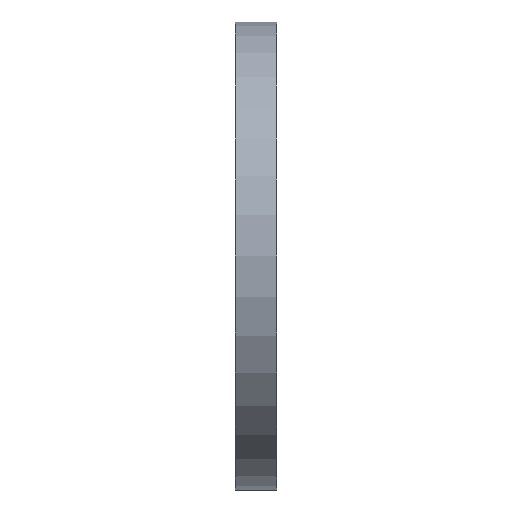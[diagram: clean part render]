
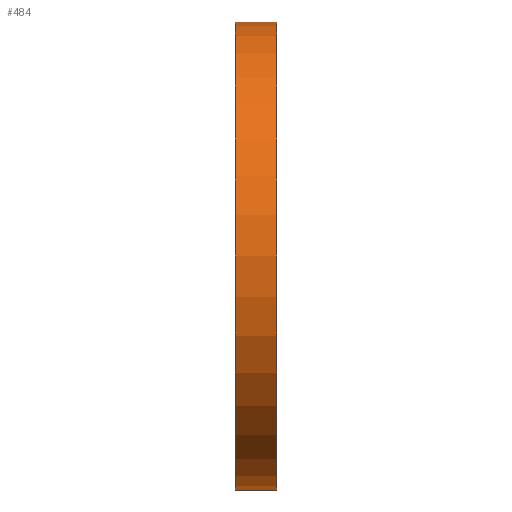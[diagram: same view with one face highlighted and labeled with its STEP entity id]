
A CAD part, left-side view. The second image highlights one B-rep face of the part: STEP entity #484.
In plain terms, the highlighted cylindrical face has radius 125 mm (diameter 250 mm), a partial arc.
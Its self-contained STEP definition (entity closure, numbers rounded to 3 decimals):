
#9 = VERTEX_POINT ( 'NONE', #303 ) ;
#57 = DIRECTION ( 'NONE',  ( 0., 1., 0. ) ) ;
#59 = VERTEX_POINT ( 'NONE', #368 ) ;
#98 = VERTEX_POINT ( 'NONE', #825 ) ;
#147 = ORIENTED_EDGE ( 'NONE', *, *, #715, .F. ) ;
#187 = CIRCLE ( 'NONE', #653, 125. ) ;
#191 = ORIENTED_EDGE ( 'NONE', *, *, #726, .T. ) ;
#205 = CARTESIAN_POINT ( 'NONE',  ( 0., 34.695, 125. ) ) ;
#218 = EDGE_CURVE ( 'NONE', #59, #9, #281, .T. ) ;
#222 = DIRECTION ( 'NONE',  ( 0., 1., 0. ) ) ;
#236 = CARTESIAN_POINT ( 'NONE',  ( 0., 34.695, -125. ) ) ;
#258 = CIRCLE ( 'NONE', #621, 125. ) ;
#281 = LINE ( 'NONE', #236, #565 ) ;
#292 = FACE_OUTER_BOUND ( 'NONE', #658, .T. ) ;
#303 = CARTESIAN_POINT ( 'NONE',  ( 0., 22., -125. ) ) ;
#313 = CARTESIAN_POINT ( 'NONE',  ( 0., 22., 0. ) ) ;
#330 = EDGE_CURVE ( 'NONE', #59, #470, #258, .T. ) ;
#368 = CARTESIAN_POINT ( 'NONE',  ( 0., 0., -125. ) ) ;
#413 = ORIENTED_EDGE ( 'NONE', *, *, #218, .F. ) ;
#429 = ORIENTED_EDGE ( 'NONE', *, *, #330, .T. ) ;
#470 = VERTEX_POINT ( 'NONE', #679 ) ;
#484 = ADVANCED_FACE ( 'NONE', ( #292 ), #553, .T. ) ;
#488 = CARTESIAN_POINT ( 'NONE',  ( 0., 34.695, 0. ) ) ;
#549 = DIRECTION ( 'NONE',  ( 0., 0., 1. ) ) ;
#553 = CYLINDRICAL_SURFACE ( 'NONE', #824, 125. ) ;
#565 = VECTOR ( 'NONE', #222, 1000. ) ;
#578 = DIRECTION ( 'NONE',  ( 0., 1., 0. ) ) ;
#621 = AXIS2_PLACEMENT_3D ( 'NONE', #794, #728, #788 ) ;
#653 = AXIS2_PLACEMENT_3D ( 'NONE', #313, #578, #841 ) ;
#654 = DIRECTION ( 'NONE',  ( 0., 1., 0. ) ) ;
#658 = EDGE_LOOP ( 'NONE', ( #413, #429, #191, #147 ) ) ;
#679 = CARTESIAN_POINT ( 'NONE',  ( 0., 0., 125. ) ) ;
#715 = EDGE_CURVE ( 'NONE', #9, #98, #187, .T. ) ;
#718 = LINE ( 'NONE', #205, #768 ) ;
#726 = EDGE_CURVE ( 'NONE', #470, #98, #718, .T. ) ;
#728 = DIRECTION ( 'NONE',  ( 0., 1., 0. ) ) ;
#768 = VECTOR ( 'NONE', #654, 1000. ) ;
#788 = DIRECTION ( 'NONE',  ( 0., 0., 1. ) ) ;
#794 = CARTESIAN_POINT ( 'NONE',  ( 0., 0., 0. ) ) ;
#824 = AXIS2_PLACEMENT_3D ( 'NONE', #488, #57, #549 ) ;
#825 = CARTESIAN_POINT ( 'NONE',  ( 0., 22., 125. ) ) ;
#841 = DIRECTION ( 'NONE',  ( 0., 0., 1. ) ) ;
